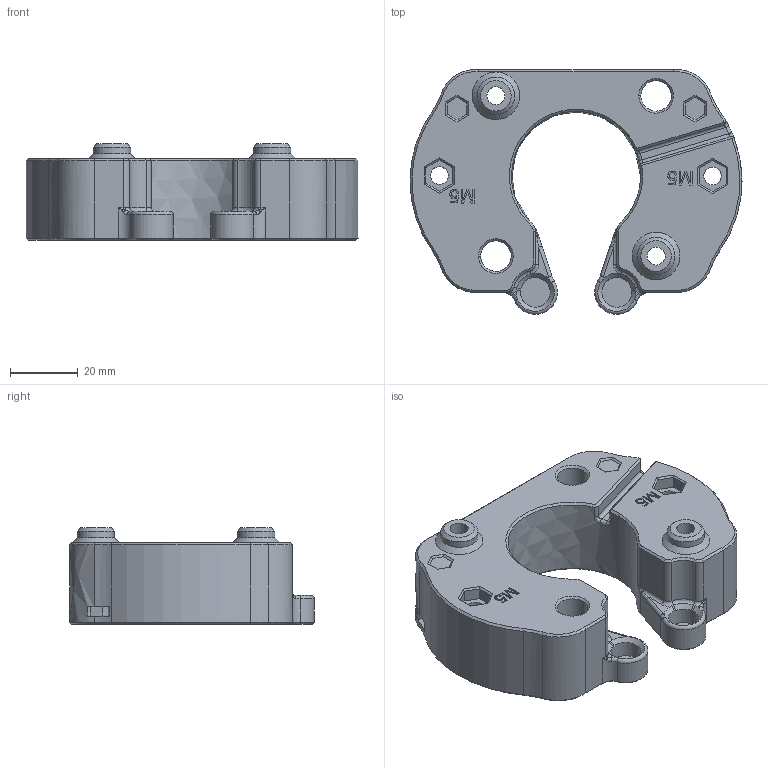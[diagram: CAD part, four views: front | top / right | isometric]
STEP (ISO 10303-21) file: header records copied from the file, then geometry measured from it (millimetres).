
FILE_DESCRIPTION(/* description */ ('','CAx-IF Rec.Pracs.---Representation and Presentation of Product Manufacturing Information (PMI)---4.0---2014-10-13'),/* implementation_level */ '2;1');
FILE_NAME(/* name */ 'OSSM - Actuator_Body - Middle_Body - Middle_step.stp',/* time_stamp */ '2025-01-20T19:50:50-05:00',/* author */ (''),/* organization */ (''),/* preprocessor_version */ 'ST-DEVELOPER v20',/* originating_system */ 'Autodesk Translation Framework v13.20.0.188',/* authorisation */ '');
FILE_SCHEMA (('AP242_MANAGED_MODEL_BASED_3D_ENGINEERING_MIM_LF { 1 0 10303 442 1 1 4 }'));
Length unit declared in the file: millimetre
Products named in the file (1): Body - Middle
Bounding box: 97.67 x 72 x 28.4 mm (x, y, z)
Volume: 93122.8 mm3; surface area: 22524.6 mm2
Topology: 1 solids, 5 shells, 488 faces, 1273 edges, 803 vertices
Faces by surface type: cylinder 168, plane 141, bspline 130, cone 32, torus 17
Full cylindrical faces by diameter (mm): 1.623 x24, 2.074 x16, 3.5 x2, 5.2 x2, 5.3 x2, 8.8 x2, 11 x2
Entity records: 26446 total; most frequent: CARTESIAN_POINT 15775, ORIENTED_EDGE 2538, DIRECTION 1636, EDGE_CURVE 1269, VERTEX_POINT 803, LINE 556, VECTOR 556, AXIS2_PLACEMENT_3D 540
